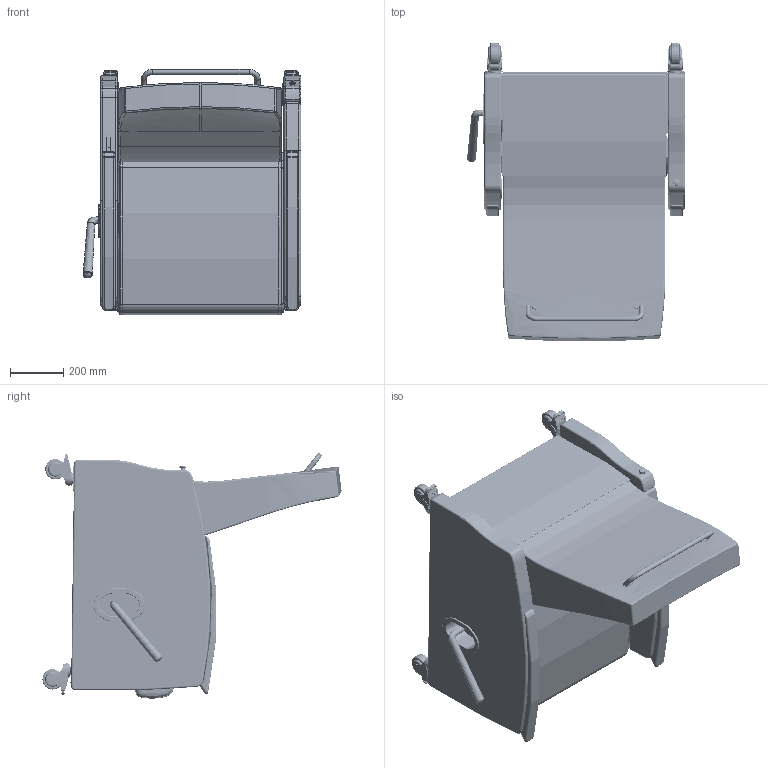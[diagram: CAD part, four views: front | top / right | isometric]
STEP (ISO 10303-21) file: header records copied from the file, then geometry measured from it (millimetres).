
FILE_DESCRIPTION(/* description */ (''),/* implementation_level */ '2;1');
FILE_NAME(/* name */ 'EC4167J.stp',/* time_stamp */ '2017-09-14T11:09:25-04:00',/* author */ ('emehringer'),/* organization */ (''),/* preprocessor_version */ 'ST-DEVELOPER v16.5',/* originating_system */ 'Autodesk Inventor 2017',/* authorisation */ '');
FILE_SCHEMA (('AUTOMOTIVE_DESIGN { 1 0 10303 214 3 1 1 }'));
Products named in the file (50): EC4167U-W-J; 4000 UKP; ULSEAT 4000C; 4000 UKO; BEZEL-1; HDL 3000 BLK; HDL 3000 BLKPLASTIC; HDL 3000 BLK METAL; E3010 ACARM ; E1062-5 LARM R; FD800-3; EV7000 MAC BLK; EV7070 UBACK; EV7070 UBACK FLAP; 7000-2 CON PLT; CABLE LEVER; 1060 ARM L; 1060-20L; 1060-20; 1060-21L; 1060-21-A; E3010-3-04A; E3010-3-04A_1; 1/4-20X1-3/4 PHIL. TRUSS HEAD; STAPLE 7-32 X 1.375; STAPLE1.5; ACBL 05; ACBL-1 03; E3010-2-04; E3010-2-04_1; ROLLOVER T-NUT .25 (FOR 18MM); E3010-3-04A_2; CAST COL 4inSLB; _NG-03AMP-125-TL-TP01_fork; _TP01_Next Generation Series_0; _NG-03QDP-125-SW-TP01_rivet; _NG-03AMP-125-TL-TP01_wheel_core; _NG-03AMP-125-TL-TP01_wheel_tread; _NG-03AMP-125-TL-TP01_wheel_guard; _NG-03AMP-125-TL-TP01_wheel_tguard ...
Assembly tree (127 placements, depth 4):
  EC4167U-W-J
    4000 UKP
    ULSEAT 4000C
    4000 UKO
    BEZEL-1
    HDL 3000 BLK
      HDL 3000 BLKPLASTIC
      HDL 3000 BLK METAL
    E3010 ACARM 
    E1062-5 LARM R
    FD800-3
    EV7000 MAC BLK  x2
    EV7070 UBACK
    EV7070 UBACK FLAP
    7000-2 CON PLT
    CABLE LEVER
    1060 ARM L
      1060-20L
        1060-20
        ROLLOVER T-NUT .25 (FOR 18MM)  x7
      1060-21L
        1060-21-A
        ROLLOVER T-NUT .25 (FOR 18MM)  x10
      E3010-3-04A
      E3010-3-04A_1
      1/4-20X1-3/4 PHIL. TRUSS HEAD  x4
      STAPLE 7-32 X 1.375  x16
      STAPLE1.5  x33
      ACBL 05
      ACBL-1 03  x3
      E3010-2-04
        E3010-2-04_1
        ROLLOVER T-NUT .25 (FOR 18MM)  x2
      E3010-3-04A_2  x2
    CAST COL 4inSLB  x4
      _NG-03AMP-125-TL-TP01_fork
      _TP01_Next Generation Series_0
      _NG-03QDP-125-SW-TP01_rivet
      _NG-03AMP-125-TL-TP01_wheel_core
      _NG-03AMP-125-TL-TP01_wheel_tread
      _NG-03AMP-125-TL-TP01_wheel_guard
      _NG-03AMP-125-TL-TP01_wheel_tguard
      _NG-03AMP-125-TL-TP01_cap
    HINGE 22 NEW (closed)
      HINGE 22 NEW  x2
      HINGE 22 NEW PIN
    Knob and spring
    PB3
      PUSH BAR 17.625
        PUSH BAR 17.625_1
        PUSH BAR 17.625 right side
      1420X1.5 PSHPB  x2
Bounding box: 817.38 x 1122.32 x 919.8 mm (x, y, z)
Volume: 191327101.2 mm3; surface area: 8322235.6 mm2
Topology: 144 solids, 259 shells, 4587 faces, 11791 edges, 7482 vertices
Faces by surface type: plane 1987, cylinder 1889, torus 311, sphere 185, bspline 117, cone 98
Full cylindrical faces by diameter (mm): 2.794 x1, 5.953 x1, 6.35 x25, 7.671 x19, 7.938 x33, 9.525 x2, 10.541 x2, 11.989 x4, 12.497 x2, 12.7 x1, 14.287 x4, 14.554 x4, 14.877 x4, 15.062 x4, 15.24 x8, 19.05 x3, 19.075 x4, 23.812 x1, 25.4 x4, 30.162 x1, 31.75 x2, 38.049 x4, 44.298 x4, 52.273 x4, 55.372 x8, 57.15 x8, 76.2 x4
Entity records: 81140 total; most frequent: CARTESIAN_POINT 35192, DIRECTION 9582, ORIENTED_EDGE 8604, EDGE_CURVE 4568, AXIS2_PLACEMENT_3D 3662, VERTEX_POINT 3106, LINE 2258, VECTOR 2258
